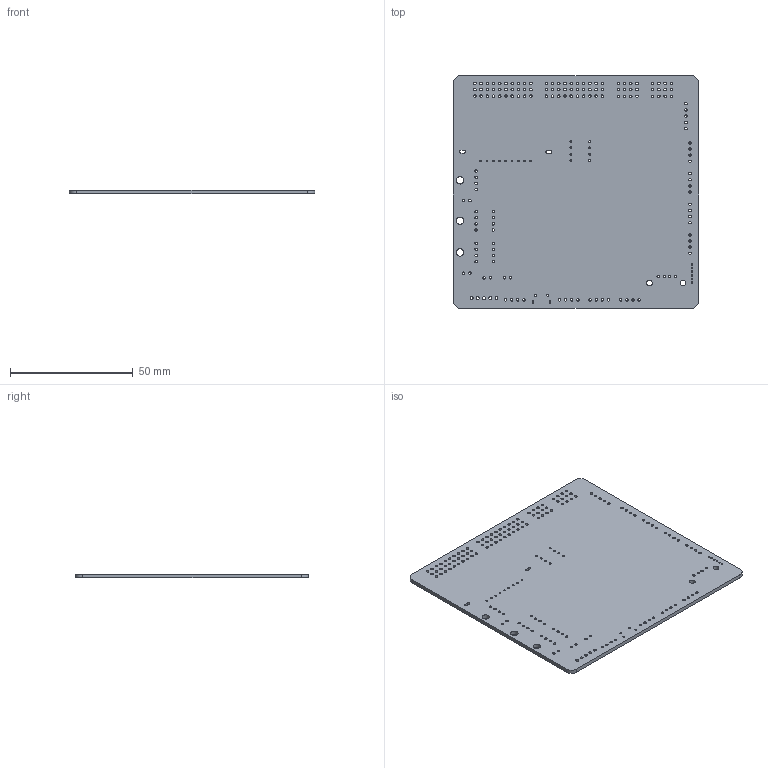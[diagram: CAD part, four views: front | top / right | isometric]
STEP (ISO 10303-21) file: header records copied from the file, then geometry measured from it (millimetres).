
FILE_DESCRIPTION(('KiCad electronic assembly'),'2;1');
FILE_NAME('stm32f4_cosmos.step','2019-02-09T14:18:20',('An Author'),( 'A Company'),'Open CASCADE STEP processor 6.8', 'KiCad to STEP converter','Unknown');
FILE_SCHEMA(('AUTOMOTIVE_DESIGN_CC2 { 1 2 10303 214 -1 1 5 4 }'));
Length unit declared in the file: millimetre
Products named in the file (18): Open CASCADE STEP translator 6.8 1; R_0603; DIP-8_W7.62mm; Pin_Header_Straight_1x04; Pin_Header_Straight_2x04; LQFP-100_14x14mm_Pitch0.5mm; C_0603; LQFP-44_10x10mm_Pitch0.8mm; USB_A; Pin_Header_Straight_1x05; Pin_Header_Straight_1x10; Pin_Header_Straight_2x10; SOT-23; SOIC-14_3.9x8.7mm_Pitch1.27mm; TSOT-6-MK06A; SOIC-8_3.9x4.9mm_Pitch1.27mm; Pin_Header_Straight_1x02; COMPOUND
Assembly tree (131 placements, depth 2):
  Open CASCADE STEP translator 6.8 1
    R_0603  x64
    DIP-8_W7.62mm
    Pin_Header_Straight_1x04  x2
    Pin_Header_Straight_2x04  x2
    LQFP-100_14x14mm_Pitch0.5mm
    C_0603  x42
    LQFP-44_10x10mm_Pitch0.8mm
    USB_A
    Pin_Header_Straight_1x05
    Pin_Header_Straight_1x10  x2
    Pin_Header_Straight_2x10  x2
    SOT-23  x5
    SOIC-14_3.9x8.7mm_Pitch1.27mm
    TSOT-6-MK06A
    SOIC-8_3.9x4.9mm_Pitch1.27mm  x2
    Pin_Header_Straight_1x02  x2
    COMPOUND
Bounding box: 100 x 95 x 1.6 mm (x, y, z)
Volume: 14907.7 mm3; surface area: 20249.9 mm2
Topology: 1 solids, 1 shells, 220 faces, 654 edges, 436 vertices
Faces by surface type: cylinder 202, plane 18
Full cylindrical faces by diameter (mm): 0.7 x6, 0.762 x9, 0.8 x8, 1 x56, 1.001 x4, 1.016 x93, 1.2 x5, 2.301 x2, 3 x3
Entity records: 19351 total; most frequent: CARTESIAN_POINT 5174, DIRECTION 2666, ORIENTED_EDGE 1308, PCURVE 1308, DEFINITIONAL_REPRESENTATION 1308, LINE 1154, VECTOR 1154, AXIS2_PLACEMENT_3D 756
